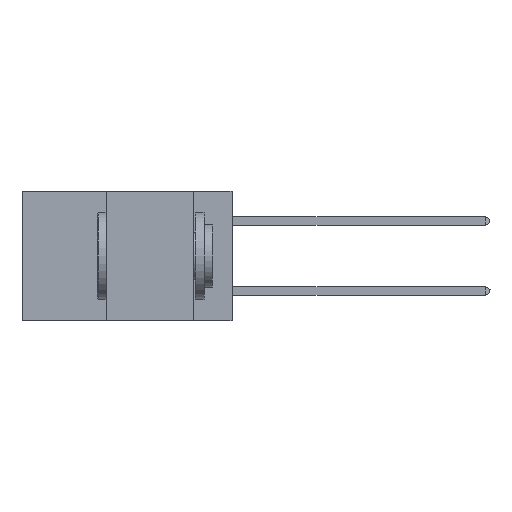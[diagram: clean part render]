
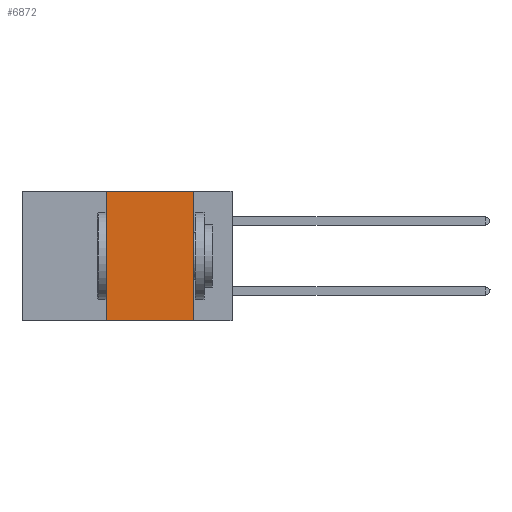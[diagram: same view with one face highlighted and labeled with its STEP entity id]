
A CAD part, left-side view. The second image highlights one B-rep face of the part: STEP entity #6872.
In plain terms, the highlighted planar face has unit normal (-1, 0, 0).
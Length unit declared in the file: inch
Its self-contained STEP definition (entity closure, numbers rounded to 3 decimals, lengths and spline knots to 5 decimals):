
#1078 = ORIENTED_EDGE ( 'NONE', *, *, #5920, .F. ) ;
#3925 = LINE ( 'NONE', #10126, #26897 ) ;
#5256 = CARTESIAN_POINT ( 'NONE',  ( 0., 0.6, 0. ) ) ;
#5624 = ORIENTED_EDGE ( 'NONE', *, *, #28646, .T. ) ;
#5920 = EDGE_CURVE ( 'NONE', #31604, #17489, #24660, .T. ) ;
#6872 = ADVANCED_FACE ( 'NONE', ( #9273 ), #22562, .F. ) ;
#7056 = CARTESIAN_POINT ( 'NONE',  ( 0., 0.6, 0. ) ) ;
#7085 = CARTESIAN_POINT ( 'NONE',  ( 0., 0.11, 0. ) ) ;
#8188 = DIRECTION ( 'NONE',  ( 0., 0., -1. ) ) ;
#9273 = FACE_OUTER_BOUND ( 'NONE', #20354, .T. ) ;
#9349 = VECTOR ( 'NONE', #30004, 39.37008 ) ;
#10126 = CARTESIAN_POINT ( 'NONE',  ( 0., 0.6, -0.37 ) ) ;
#10588 = VECTOR ( 'NONE', #32800, 39.37008 ) ;
#11524 = ORIENTED_EDGE ( 'NONE', *, *, #34631, .F. ) ;
#13047 = VERTEX_POINT ( 'NONE', #23050 ) ;
#14722 = EDGE_CURVE ( 'NONE', #20424, #31604, #26754, .T. ) ;
#15583 = CARTESIAN_POINT ( 'NONE',  ( 0., 0.11, 0. ) ) ;
#15779 = CARTESIAN_POINT ( 'NONE',  ( 0., 0.36, 0. ) ) ;
#17279 = CARTESIAN_POINT ( 'NONE',  ( 0., 0.36, 0. ) ) ;
#17489 = VERTEX_POINT ( 'NONE', #22884 ) ;
#20354 = EDGE_LOOP ( 'NONE', ( #1078, #25893, #11524, #5624 ) ) ;
#20424 = VERTEX_POINT ( 'NONE', #17279 ) ;
#22562 = PLANE ( 'NONE',  #30363 ) ;
#22884 = CARTESIAN_POINT ( 'NONE',  ( 0., 0.11, -0.37 ) ) ;
#23050 = CARTESIAN_POINT ( 'NONE',  ( 0., 0.36, -0.37 ) ) ;
#24660 = LINE ( 'NONE', #7085, #9349 ) ;
#25266 = LINE ( 'NONE', #15779, #32751 ) ;
#25418 = DIRECTION ( 'NONE',  ( 1., 0., 0. ) ) ;
#25893 = ORIENTED_EDGE ( 'NONE', *, *, #14722, .F. ) ;
#26754 = LINE ( 'NONE', #7056, #10588 ) ;
#26897 = VECTOR ( 'NONE', #35737, 39.37008 ) ;
#28646 = EDGE_CURVE ( 'NONE', #13047, #17489, #3925, .T. ) ;
#29919 = DIRECTION ( 'NONE',  ( 0., 0., 1. ) ) ;
#30004 = DIRECTION ( 'NONE',  ( 0., 0., -1. ) ) ;
#30363 = AXIS2_PLACEMENT_3D ( 'NONE', #5256, #25418, #8188 ) ;
#31604 = VERTEX_POINT ( 'NONE', #15583 ) ;
#32751 = VECTOR ( 'NONE', #29919, 39.37008 ) ;
#32800 = DIRECTION ( 'NONE',  ( 0., -1., 0. ) ) ;
#34631 = EDGE_CURVE ( 'NONE', #13047, #20424, #25266, .T. ) ;
#35737 = DIRECTION ( 'NONE',  ( 0., -1., 0. ) ) ;
